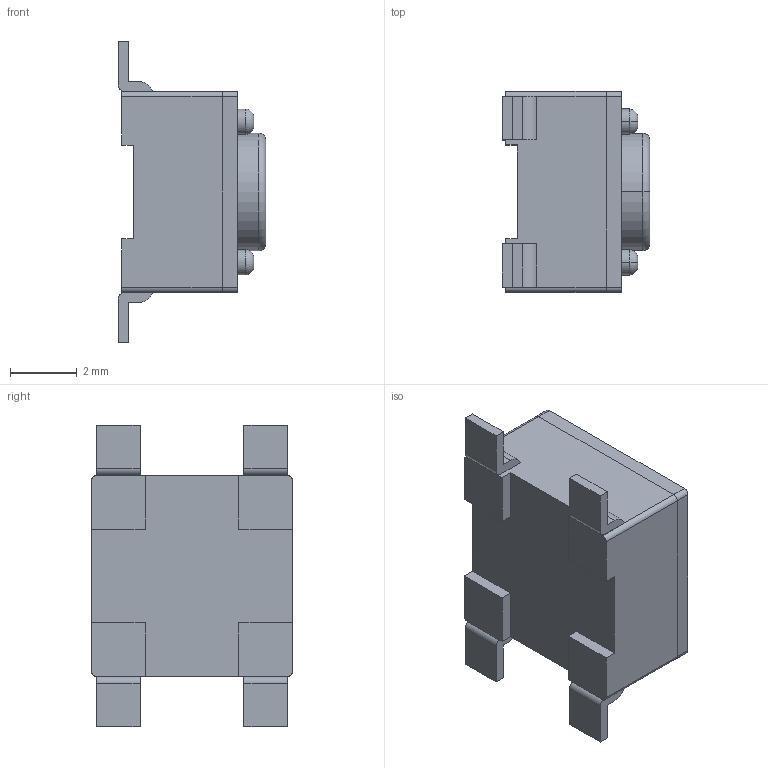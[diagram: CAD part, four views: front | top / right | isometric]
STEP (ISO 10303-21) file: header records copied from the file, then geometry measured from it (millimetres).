
FILE_DESCRIPTION (( 'STEP AP214' ), '1' );
FILE_NAME ('96AF8321-D283-4B80-957B-CE99067D03F5.STEP', '2026-02-01T13:43:30', ( '' ), ( '' ), 'SwSTEP 2.0', 'SolidWorks 2022', '' );
FILE_SCHEMA (( 'AUTOMOTIVE_DESIGN' ));
Length unit declared in the file: millimetre
Products named in the file (1): 96AF8321-D283-4B80-957B-CE99067D03F5
Bounding box: 4.4 x 6 x 9 mm (x, y, z)
Volume: 127.2 mm3; surface area: 263.7 mm2
Topology: 6 solids, 6 shells, 103 faces, 248 edges, 162 vertices
Faces by surface type: plane 57, cylinder 36, torus 10
Entity records: 3509 total; most frequent: DIRECTION 548, CARTESIAN_POINT 514, ORIENTED_EDGE 496, EDGE_CURVE 248, AXIS2_PLACEMENT_3D 196, VERTEX_POINT 162, LINE 156, VECTOR 156
